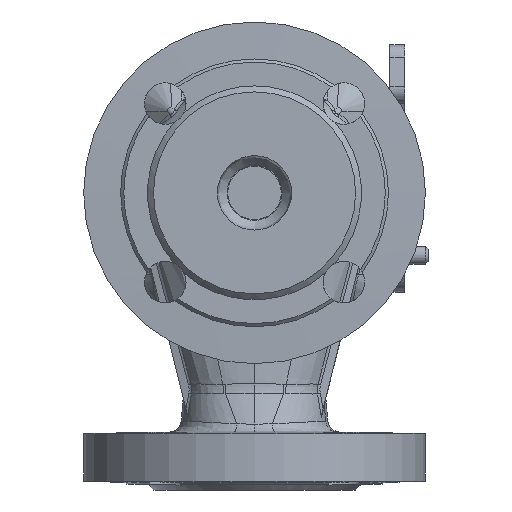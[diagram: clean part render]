
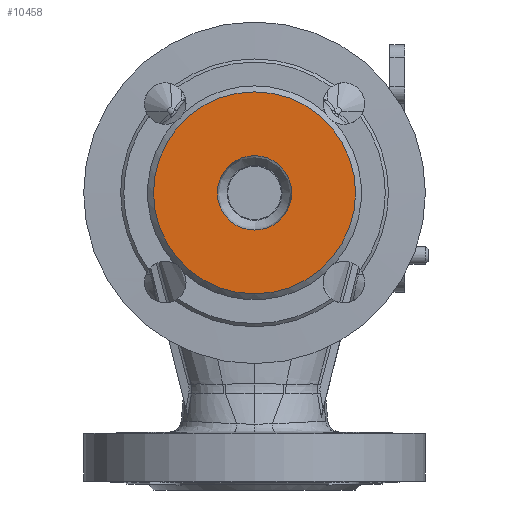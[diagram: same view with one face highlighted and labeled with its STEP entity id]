
A CAD part, front view. The second image highlights one B-rep face of the part: STEP entity #10458.
In plain terms, the highlighted planar face has unit normal (0, -1, 0).
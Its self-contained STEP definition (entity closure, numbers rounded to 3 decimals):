
#192=FACE_BOUND('',#2192,.T.);
#391=PLANE('',#11287);
#733=CIRCLE('',#11284,34.);
#734=CIRCLE('',#11288,12.5);
#1518=FACE_OUTER_BOUND('',#2191,.T.);
#2191=EDGE_LOOP('',(#8013));
#2192=EDGE_LOOP('',(#8014));
#4570=VERTEX_POINT('',#36823);
#4571=VERTEX_POINT('',#36861);
#5818=EDGE_CURVE('',#4570,#4570,#733,.T.);
#5824=EDGE_CURVE('',#4571,#4571,#734,.T.);
#8013=ORIENTED_EDGE('',*,*,#5818,.F.);
#8014=ORIENTED_EDGE('',*,*,#5824,.F.);
#10458=ADVANCED_FACE('',(#1518,#192),#391,.T.);
#11284=AXIS2_PLACEMENT_3D('',#36825,#12717,#12718);
#11287=AXIS2_PLACEMENT_3D('',#36860,#12725,#12726);
#11288=AXIS2_PLACEMENT_3D('',#36862,#12727,#12728);
#12717=DIRECTION('center_axis',(0.,1.,0.));
#12718=DIRECTION('ref_axis',(0.,0.,-1.));
#12725=DIRECTION('center_axis',(0.,-1.,0.));
#12726=DIRECTION('ref_axis',(0.,0.,1.));
#12727=DIRECTION('center_axis',(0.,-1.,0.));
#12728=DIRECTION('ref_axis',(0.,0.,-1.));
#36823=CARTESIAN_POINT('',(0.,-100.,34.));
#36825=CARTESIAN_POINT('Origin',(0.,-100.,0.));
#36860=CARTESIAN_POINT('Origin',(0.,-100.,0.));
#36861=CARTESIAN_POINT('',(0.,-100.,-12.5));
#36862=CARTESIAN_POINT('Origin',(0.,-100.,0.));
